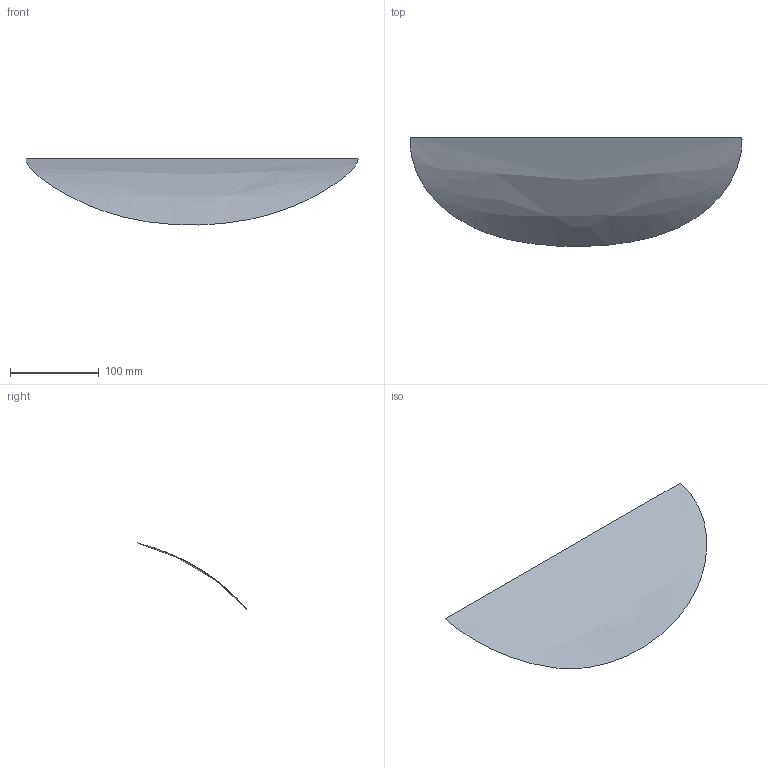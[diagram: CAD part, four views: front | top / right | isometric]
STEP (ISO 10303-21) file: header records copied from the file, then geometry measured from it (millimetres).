
FILE_DESCRIPTION (( 'STEP AP214' ), '1' );
FILE_NAME ('FFF_ohne_Loch.STP', '2012-07-13T13:45:51', ( 'Install' ), ( '' ), 'SwSTEP 2.0', 'SolidWorks 2012', '' );
FILE_SCHEMA (( 'AUTOMOTIVE_DESIGN' ));
Length unit declared in the file: millimetre
Products named in the file (1): FFF_ohne_Loch
Bounding box: 374.8 x 122.94 x 74.55 mm (x, y, z)
Surface area: 43206.2 mm2 (no closed solid volume)
Topology: 0 solids, 1 shells, 1 faces, 8 edges, 8 vertices
Faces by surface type: bspline 1
Entity records: 409 total; most frequent: CARTESIAN_POINT 330, VERTEX_POINT 8, ORIENTED_EDGE 8, EDGE_CURVE 8, B_SPLINE_CURVE_WITH_KNOTS 7, DIRECTION 3, UNCERTAINTY_MEASURE_WITH_UNIT 3, FILL_AREA_STYLE 2
